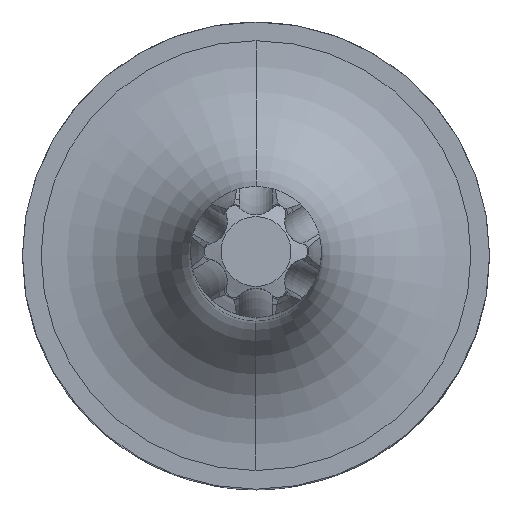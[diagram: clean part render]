
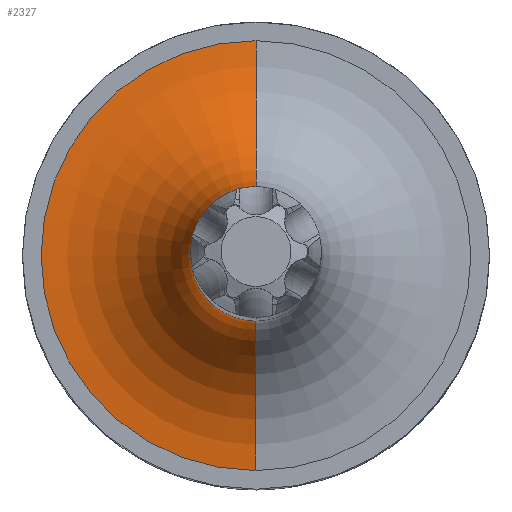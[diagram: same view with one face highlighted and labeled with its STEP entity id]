
A CAD part, top view. The second image highlights one B-rep face of the part: STEP entity #2327.
In plain terms, the highlighted toroidal (fillet/blend) face has major radius 11.5 mm and minor radius 8 mm.
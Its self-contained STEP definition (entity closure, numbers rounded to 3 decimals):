
#360=CARTESIAN_POINT('',(0.,0.,25.));
#361=DIRECTION('',(0.,0.,1.));
#362=DIRECTION('',(0.,1.,0.));
#363=AXIS2_PLACEMENT_3D('',#360,#361,#362);
#370=CARTESIAN_POINT('',(0.,11.5,33.));
#371=DIRECTION('',(-1.,0.,0.));
#372=DIRECTION('',(0.,0.,-1.));
#373=AXIS2_PLACEMENT_3D('',#370,#371,#372);
#375=CARTESIAN_POINT('',(0.,-11.5,33.));
#376=DIRECTION('',(1.,0.,0.));
#377=DIRECTION('',(0.,0.,-1.));
#378=AXIS2_PLACEMENT_3D('',#375,#376,#377);
#702=CARTESIAN_POINT('',(0.,0.,33.));
#703=DIRECTION('',(0.,0.,1.));
#704=DIRECTION('',(0.,1.,0.));
#705=AXIS2_PLACEMENT_3D('',#702,#703,#704);
#1898=CARTESIAN_POINT('',(0.,11.5,25.));
#1899=CARTESIAN_POINT('',(0.,-11.5,25.));
#1900=VERTEX_POINT('',#1898);
#1901=VERTEX_POINT('',#1899);
#1902=CARTESIAN_POINT('',(0.,3.5,33.));
#1903=CARTESIAN_POINT('',(0.,-3.5,33.));
#1904=VERTEX_POINT('',#1902);
#1905=VERTEX_POINT('',#1903);
#2313=CARTESIAN_POINT('',(0.,0.,33.));
#2314=DIRECTION('',(0.,0.,1.));
#2315=DIRECTION('',(0.068,0.998,0.));
#2316=AXIS2_PLACEMENT_3D('',#2313,#2314,#2315);
#2317=TOROIDAL_SURFACE('',#2316,11.5,8.);
#2318=ORIENTED_EDGE('',*,*,#2306,.F.);
#2320=ORIENTED_EDGE('',*,*,#2319,.T.);
#2322=ORIENTED_EDGE('',*,*,#2321,.T.);
#2324=ORIENTED_EDGE('',*,*,#2323,.F.);
#2325=EDGE_LOOP('',(#2318,#2320,#2322,#2324));
#2326=FACE_OUTER_BOUND('',#2325,.F.);
#2327=ADVANCED_FACE('',(#2326),#2317,.F.);
#364=CIRCLE('',#363,11.5);
#374=CIRCLE('',#373,8.);
#379=CIRCLE('',#378,8.);
#706=CIRCLE('',#705,3.5);
#2306=EDGE_CURVE('',#1900,#1901,#364,.T.);
#2319=EDGE_CURVE('',#1900,#1904,#374,.T.);
#2321=EDGE_CURVE('',#1904,#1905,#706,.T.);
#2323=EDGE_CURVE('',#1901,#1905,#379,.T.);
